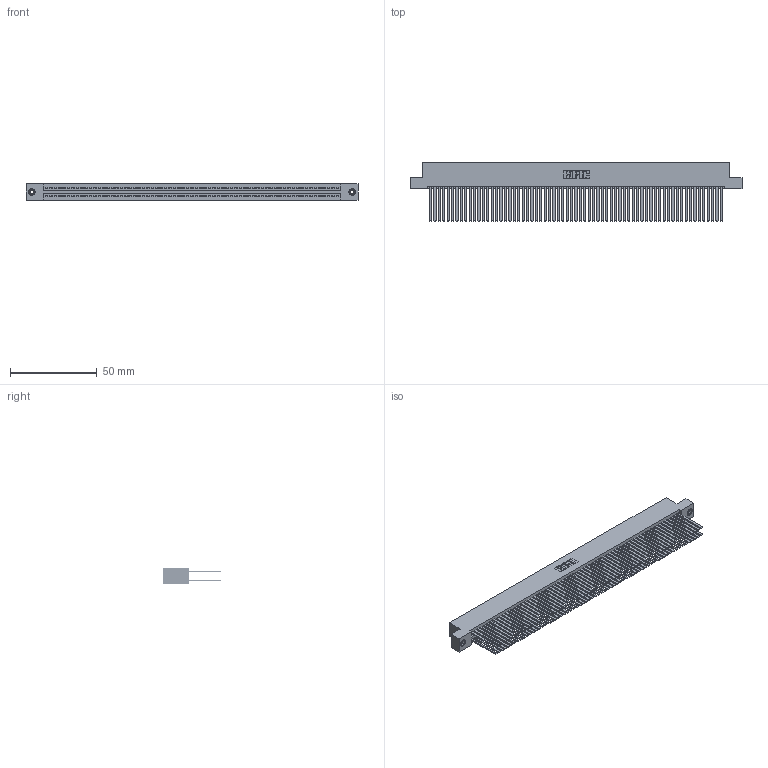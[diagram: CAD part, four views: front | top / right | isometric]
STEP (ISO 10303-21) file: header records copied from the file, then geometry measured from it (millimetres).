
FILE_DESCRIPTION (( 'STEP AP203' ), '1' );
FILE_NAME ('345-134-544-208.STEP', '2019-11-08T03:11:33', ( '' ), ( '' ), 'SwSTEP 2.0', 'SolidWorks 2016', '' );
FILE_SCHEMA (( 'CONFIG_CONTROL_DESIGN' ));
Length unit declared in the file: inch
Products named in the file (4): 345-292-001_345-293-144; 345-250-001_345-250-003-102; 345-134-544-208; 345 Part_Flush Mounting Lugs - 0.156 Dia-TI
Assembly tree (137 placements, depth 2):
  345-134-544-208
    345 Part_Flush Mounting Lugs - 0.156 Dia-TI
    345-292-001_345-293-144  x134
    345-250-001_345-250-003-102  x2
Bounding box: 191.39 x 33.96 x 9.4 mm (x, y, z)
Volume: 20695.7 mm3; surface area: 36594.9 mm2
Topology: 137 solids, 137 shells, 6082 faces, 18031 edges, 11834 vertices
Faces by surface type: plane 3998, cylinder 2068, cone 12, torus 4
Entity records: 50206 total; most frequent: CARTESIAN_POINT 8371, ORIENTED_EDGE 8298, DIRECTION 7375, EDGE_CURVE 4149, VECTOR 3733, LINE 3733, VERTEX_POINT 2760, AXIS2_PLACEMENT_3D 1821
